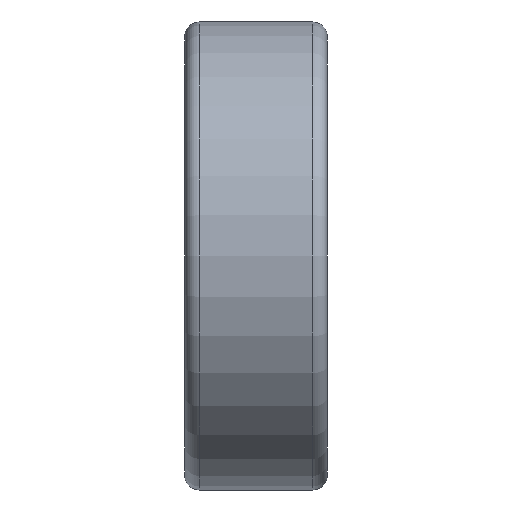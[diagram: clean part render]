
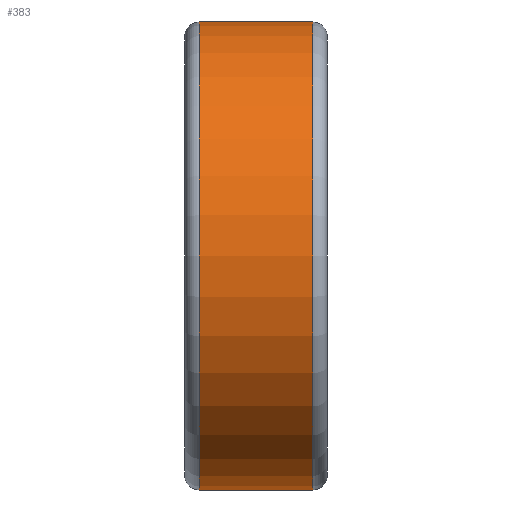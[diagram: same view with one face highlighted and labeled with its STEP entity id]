
A CAD part, left-side view. The second image highlights one B-rep face of the part: STEP entity #383.
In plain terms, the highlighted cylindrical face has radius 16 mm (diameter 32 mm), a partial arc.
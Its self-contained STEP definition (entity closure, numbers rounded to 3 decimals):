
#28=CIRCLE('',#423,16.);
#29=CIRCLE('',#424,16.);
#60=CYLINDRICAL_SURFACE('',#422,16.);
#76=ORIENTED_EDGE('',*,*,#188,.T.);
#77=ORIENTED_EDGE('',*,*,#189,.T.);
#78=ORIENTED_EDGE('',*,*,#184,.F.);
#79=ORIENTED_EDGE('',*,*,#190,.T.);
#184=EDGE_CURVE('',#240,#241,#272,.T.);
#188=EDGE_CURVE('',#244,#245,#276,.T.);
#189=EDGE_CURVE('',#245,#241,#28,.F.);
#190=EDGE_CURVE('',#240,#244,#29,.T.);
#240=VERTEX_POINT('',#624);
#241=VERTEX_POINT('',#625);
#244=VERTEX_POINT('',#633);
#245=VERTEX_POINT('',#634);
#272=LINE('',#623,#296);
#276=LINE('',#632,#300);
#296=VECTOR('',#483,1000.);
#300=VECTOR('',#489,1000.);
#321=EDGE_LOOP('',(#76,#77,#78,#79));
#349=FACE_BOUND('',#321,.T.);
#383=ADVANCED_FACE('',(#349),#60,.T.);
#422=AXIS2_PLACEMENT_3D('',#631,#487,#488);
#423=AXIS2_PLACEMENT_3D('',#635,#490,#491);
#424=AXIS2_PLACEMENT_3D('',#636,#492,#493);
#483=DIRECTION('',(0.,1.,0.));
#487=DIRECTION('',(0.,1.,0.));
#488=DIRECTION('',(0.,0.,1.));
#489=DIRECTION('',(0.,1.,0.));
#490=DIRECTION('',(0.,1.,0.));
#491=DIRECTION('',(0.,0.,1.));
#492=DIRECTION('',(0.,1.,0.));
#493=DIRECTION('',(0.,0.,1.));
#623=CARTESIAN_POINT('',(-8.551,-4.875,-16.));
#624=CARTESIAN_POINT('',(-8.551,-3.875,-16.));
#625=CARTESIAN_POINT('',(-8.551,3.875,-16.));
#631=CARTESIAN_POINT('',(-8.551,-4.875,0.));
#632=CARTESIAN_POINT('',(-8.551,-4.875,16.));
#633=CARTESIAN_POINT('',(-8.551,-3.875,16.));
#634=CARTESIAN_POINT('',(-8.551,3.875,16.));
#635=CARTESIAN_POINT('',(-8.551,3.875,0.));
#636=CARTESIAN_POINT('',(-8.551,-3.875,0.));
